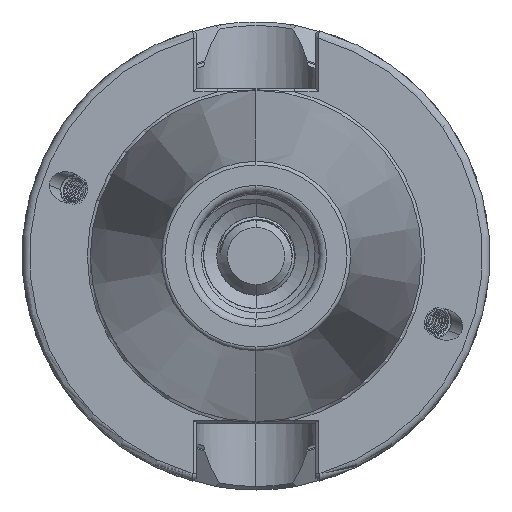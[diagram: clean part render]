
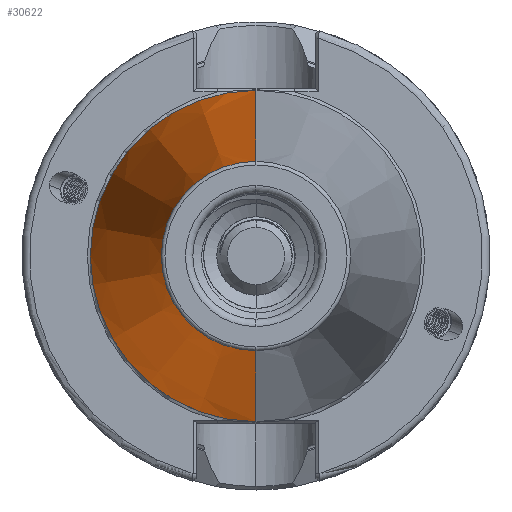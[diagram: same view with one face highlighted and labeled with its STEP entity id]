
A CAD part, left-side view. The second image highlights one B-rep face of the part: STEP entity #30622.
In plain terms, the highlighted conical face has half-angle 8.297 degrees and reference radius 22.298 mm.
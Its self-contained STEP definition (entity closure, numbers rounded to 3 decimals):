
#148 = AXIS2_PLACEMENT_3D ( 'NONE', #2248, #2178, #2256 ) ;
#398 = AXIS2_PLACEMENT_3D ( 'NONE', #3369, #3343, #3373 ) ;
#2178 = DIRECTION ( 'NONE',  ( 1., 0., 0. ) ) ;
#2248 = CARTESIAN_POINT ( 'NONE',  ( -66.972, 0., 0. ) ) ;
#2256 = DIRECTION ( 'NONE',  ( 0., 0., -1. ) ) ;
#2740 = DIRECTION ( 'NONE',  ( 0.99, 0., -0.144 ) ) ;
#2767 = CARTESIAN_POINT ( 'NONE',  ( -1.5, 0., -22.298 ) ) ;
#2851 = CARTESIAN_POINT ( 'NONE',  ( -1.5, 0., 22.298 ) ) ;
#2863 = DIRECTION ( 'NONE',  ( 0.99, 0., 0.144 ) ) ;
#3343 = DIRECTION ( 'NONE',  ( 1., 0., 0. ) ) ;
#3369 = CARTESIAN_POINT ( 'NONE',  ( -1.5, 0., 0. ) ) ;
#3373 = DIRECTION ( 'NONE',  ( 0., 0., -1. ) ) ;
#8462 = CIRCLE ( 'NONE', #148, 12.75 ) ;
#8466 = VECTOR ( 'NONE', #2740, 1000. ) ;
#8480 = LINE ( 'NONE', #2767, #8466 ) ;
#8932 = LINE ( 'NONE', #2851, #8946 ) ;
#8937 = CIRCLE ( 'NONE', #398, 22.298 ) ;
#8946 = VECTOR ( 'NONE', #2863, 1000. ) ;
#10126 = CARTESIAN_POINT ( 'NONE',  ( -1.5, 0., -22.298 ) ) ;
#10131 = CARTESIAN_POINT ( 'NONE',  ( -66.972, 0., 12.75 ) ) ;
#10205 = CARTESIAN_POINT ( 'NONE',  ( -1.5, 0., 22.298 ) ) ;
#10227 = CARTESIAN_POINT ( 'NONE',  ( -66.972, 0., -12.75 ) ) ;
#11800 = EDGE_LOOP ( 'NONE', ( #32492, #32475, #32448, #32449 ) ) ;
#17513 = FACE_OUTER_BOUND ( 'NONE', #11800, .T. ) ;
#17583 = CONICAL_SURFACE ( 'NONE', #27913, 22.298, 0.145 ) ;
#19446 = VERTEX_POINT ( 'NONE', #10126 ) ;
#19448 = VERTEX_POINT ( 'NONE', #10131 ) ;
#19463 = VERTEX_POINT ( 'NONE', #10227 ) ;
#19467 = VERTEX_POINT ( 'NONE', #10205 ) ;
#27055 = EDGE_CURVE ( 'NONE', #19446, #19467, #8937, .T. ) ;
#27064 = EDGE_CURVE ( 'NONE', #19448, #19467, #8932, .T. ) ;
#27101 = EDGE_CURVE ( 'NONE', #19463, #19446, #8480, .T. ) ;
#27111 = EDGE_CURVE ( 'NONE', #19463, #19448, #8462, .T. ) ;
#27913 = AXIS2_PLACEMENT_3D ( 'NONE', #30249, #30299, #30303 ) ;
#30249 = CARTESIAN_POINT ( 'NONE',  ( -1.5, 0., 0. ) ) ;
#30299 = DIRECTION ( 'NONE',  ( 1., 0., 0. ) ) ;
#30303 = DIRECTION ( 'NONE',  ( 0., 0., -1. ) ) ;
#30622 = ADVANCED_FACE ( 'NONE', ( #17513 ), #17583, .T. ) ;
#32448 = ORIENTED_EDGE ( 'NONE', *, *, #27055, .F. ) ;
#32449 = ORIENTED_EDGE ( 'NONE', *, *, #27101, .F. ) ;
#32475 = ORIENTED_EDGE ( 'NONE', *, *, #27064, .T. ) ;
#32492 = ORIENTED_EDGE ( 'NONE', *, *, #27111, .T. ) ;
